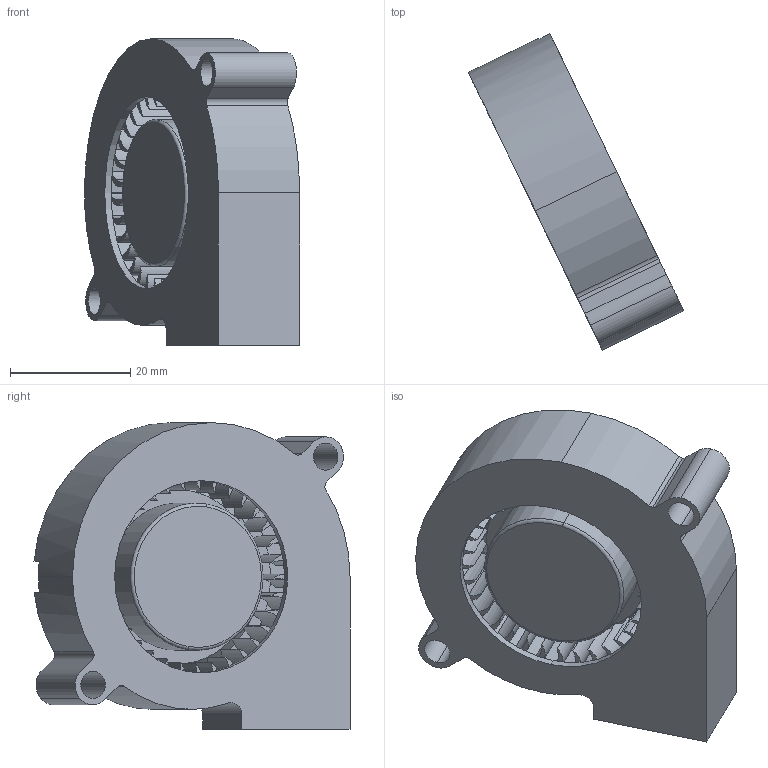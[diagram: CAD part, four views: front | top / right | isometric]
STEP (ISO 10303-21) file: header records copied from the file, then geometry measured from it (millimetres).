
FILE_DESCRIPTION (( 'STEP AP214' ), '1' );
FILE_NAME ('5015 Sunon Blower Fan.STEP', '2021-12-16T17:07:17', ( '' ), ( '' ), 'SwSTEP 2.0', 'SolidWorks 2020', '' );
FILE_SCHEMA (( 'AUTOMOTIVE_DESIGN' ));
Length unit declared in the file: inch
Products named in the file (1): 5015 Sunon Blower Fan
Bounding box: 35.81 x 52.6 x 51.07 mm (x, y, z)
Volume: 8624 mm3; surface area: 18514.4 mm2
Topology: 2 solids, 2 shells, 361 faces, 973 edges, 625 vertices
Faces by surface type: cylinder 196, plane 124, cone 37, torus 3, bspline 1
Entity records: 17138 total; most frequent: CARTESIAN_POINT 2958, DIRECTION 2164, ORIENTED_EDGE 1946, EDGE_CURVE 973, AXIS2_PLACEMENT_3D 902, VERTEX_POINT 625, CIRCLE 541, EDGE_LOOP 382
